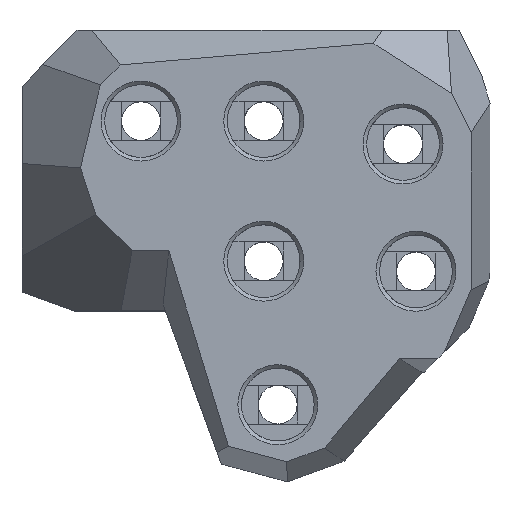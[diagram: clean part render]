
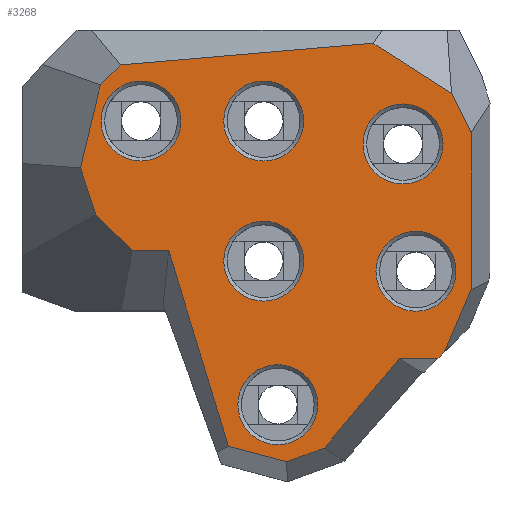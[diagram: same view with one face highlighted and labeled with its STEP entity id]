
A CAD part, top view. The second image highlights one B-rep face of the part: STEP entity #3268.
In plain terms, the highlighted planar face has unit normal (0, 0, 1).
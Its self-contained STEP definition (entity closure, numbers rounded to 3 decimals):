
#19=FACE_BOUND('',#435,.T.);
#20=FACE_BOUND('',#436,.T.);
#21=FACE_BOUND('',#437,.T.);
#22=FACE_BOUND('',#438,.T.);
#23=FACE_BOUND('',#439,.T.);
#24=FACE_BOUND('',#440,.T.);
#163=CIRCLE('',#3507,3.3);
#164=CIRCLE('',#3508,3.3);
#165=CIRCLE('',#3509,3.3);
#166=CIRCLE('',#3510,3.3);
#167=CIRCLE('',#3511,3.3);
#168=CIRCLE('',#3512,3.3);
#256=FACE_OUTER_BOUND('',#434,.T.);
#434=EDGE_LOOP('',(#2347,#2348,#2349,#2350,#2351,#2352,#2353,#2354,#2355,
#2356,#2357,#2358,#2359,#2360,#2361,#2362));
#435=EDGE_LOOP('',(#2363));
#436=EDGE_LOOP('',(#2364));
#437=EDGE_LOOP('',(#2365));
#438=EDGE_LOOP('',(#2366));
#439=EDGE_LOOP('',(#2367));
#440=EDGE_LOOP('',(#2368));
#646=LINE('',#4961,#997);
#661=LINE('',#5210,#1012);
#672=LINE('',#5229,#1023);
#678=LINE('',#5240,#1029);
#679=LINE('',#5243,#1030);
#696=LINE('',#5290,#1047);
#697=LINE('',#5292,#1048);
#698=LINE('',#5294,#1049);
#699=LINE('',#5296,#1050);
#700=LINE('',#5298,#1051);
#701=LINE('',#5299,#1052);
#702=LINE('',#5300,#1053);
#703=LINE('',#5302,#1054);
#704=LINE('',#5304,#1055);
#705=LINE('',#5306,#1056);
#706=LINE('',#5307,#1057);
#997=VECTOR('',#3918,4.058);
#1012=VECTOR('',#3951,4.231);
#1023=VECTOR('',#3966,2.333);
#1029=VECTOR('',#3974,3.028);
#1030=VECTOR('',#3977,20.921);
#1047=VECTOR('',#4016,3.169);
#1048=VECTOR('',#4017,0.767);
#1049=VECTOR('',#4018,5.583);
#1050=VECTOR('',#4019,12.929);
#1051=VECTOR('',#4020,3.629);
#1052=VECTOR('',#4021,7.689);
#1053=VECTOR('',#4022,7.038);
#1054=VECTOR('',#4023,16.854);
#1055=VECTOR('',#4024,4.956);
#1056=VECTOR('',#4025,3.311);
#1057=VECTOR('',#4026,9.66);
#1393=VERTEX_POINT('',#4959);
#1394=VERTEX_POINT('',#4960);
#1410=VERTEX_POINT('',#5209);
#1415=VERTEX_POINT('',#5226);
#1416=VERTEX_POINT('',#5228);
#1420=VERTEX_POINT('',#5238);
#1421=VERTEX_POINT('',#5242);
#1439=VERTEX_POINT('',#5288);
#1440=VERTEX_POINT('',#5289);
#1441=VERTEX_POINT('',#5291);
#1442=VERTEX_POINT('',#5293);
#1443=VERTEX_POINT('',#5295);
#1444=VERTEX_POINT('',#5297);
#1445=VERTEX_POINT('',#5301);
#1446=VERTEX_POINT('',#5303);
#1447=VERTEX_POINT('',#5305);
#1448=VERTEX_POINT('',#5308);
#1449=VERTEX_POINT('',#5310);
#1450=VERTEX_POINT('',#5312);
#1451=VERTEX_POINT('',#5314);
#1452=VERTEX_POINT('',#5316);
#1453=VERTEX_POINT('',#5318);
#1726=EDGE_CURVE('',#1393,#1394,#646,.T.);
#1751=EDGE_CURVE('',#1394,#1410,#661,.T.);
#1762=EDGE_CURVE('',#1416,#1415,#672,.T.);
#1768=EDGE_CURVE('',#1410,#1420,#678,.T.);
#1769=EDGE_CURVE('',#1421,#1416,#679,.T.);
#1793=EDGE_CURVE('',#1439,#1440,#696,.T.);
#1794=EDGE_CURVE('',#1439,#1441,#697,.T.);
#1795=EDGE_CURVE('',#1441,#1442,#698,.T.);
#1796=EDGE_CURVE('',#1442,#1443,#699,.T.);
#1797=EDGE_CURVE('',#1443,#1444,#700,.T.);
#1798=EDGE_CURVE('',#1444,#1421,#701,.T.);
#1799=EDGE_CURVE('',#1415,#1393,#702,.T.);
#1800=EDGE_CURVE('',#1445,#1420,#703,.T.);
#1801=EDGE_CURVE('',#1445,#1446,#704,.T.);
#1802=EDGE_CURVE('',#1446,#1447,#705,.T.);
#1803=EDGE_CURVE('',#1440,#1447,#706,.T.);
#1804=EDGE_CURVE('',#1448,#1448,#163,.T.);
#1805=EDGE_CURVE('',#1449,#1449,#164,.T.);
#1806=EDGE_CURVE('',#1450,#1450,#165,.T.);
#1807=EDGE_CURVE('',#1451,#1451,#166,.T.);
#1808=EDGE_CURVE('',#1452,#1452,#167,.T.);
#1809=EDGE_CURVE('',#1453,#1453,#168,.T.);
#2347=ORIENTED_EDGE('',*,*,#1793,.F.);
#2348=ORIENTED_EDGE('',*,*,#1794,.T.);
#2349=ORIENTED_EDGE('',*,*,#1795,.T.);
#2350=ORIENTED_EDGE('',*,*,#1796,.T.);
#2351=ORIENTED_EDGE('',*,*,#1797,.T.);
#2352=ORIENTED_EDGE('',*,*,#1798,.T.);
#2353=ORIENTED_EDGE('',*,*,#1769,.T.);
#2354=ORIENTED_EDGE('',*,*,#1762,.T.);
#2355=ORIENTED_EDGE('',*,*,#1799,.T.);
#2356=ORIENTED_EDGE('',*,*,#1726,.T.);
#2357=ORIENTED_EDGE('',*,*,#1751,.T.);
#2358=ORIENTED_EDGE('',*,*,#1768,.T.);
#2359=ORIENTED_EDGE('',*,*,#1800,.F.);
#2360=ORIENTED_EDGE('',*,*,#1801,.T.);
#2361=ORIENTED_EDGE('',*,*,#1802,.T.);
#2362=ORIENTED_EDGE('',*,*,#1803,.F.);
#2363=ORIENTED_EDGE('',*,*,#1804,.T.);
#2364=ORIENTED_EDGE('',*,*,#1805,.T.);
#2365=ORIENTED_EDGE('',*,*,#1806,.T.);
#2366=ORIENTED_EDGE('',*,*,#1807,.T.);
#2367=ORIENTED_EDGE('',*,*,#1808,.T.);
#2368=ORIENTED_EDGE('',*,*,#1809,.T.);
#3119=PLANE('',#3506);
#3268=ADVANCED_FACE('',(#256,#19,#20,#21,#22,#23,#24),#3119,.T.);
#3506=AXIS2_PLACEMENT_3D('',#5287,#4014,#4015);
#3507=AXIS2_PLACEMENT_3D('',#5309,#4027,#4028);
#3508=AXIS2_PLACEMENT_3D('',#5311,#4029,#4030);
#3509=AXIS2_PLACEMENT_3D('',#5313,#4031,#4032);
#3510=AXIS2_PLACEMENT_3D('',#5315,#4033,#4034);
#3511=AXIS2_PLACEMENT_3D('',#5317,#4035,#4036);
#3512=AXIS2_PLACEMENT_3D('',#5319,#4037,#4038);
#3918=DIRECTION('',(0.311,-0.951,0.));
#3951=DIRECTION('',(0.707,-0.707,0.));
#3966=DIRECTION('',(-0.707,-0.707,0.));
#3974=DIRECTION('',(1.,0.,0.));
#3977=DIRECTION('',(-0.996,-0.086,0.));
#4014=DIRECTION('center_axis',(0.,0.,1.));
#4015=DIRECTION('ref_axis',(1.,0.,0.));
#4016=DIRECTION('',(-1.,0.,0.));
#4017=DIRECTION('',(0.707,0.707,0.));
#4018=DIRECTION('',(0.392,0.92,0.));
#4019=DIRECTION('',(0.,1.,0.));
#4020=DIRECTION('',(-0.444,0.896,0.));
#4021=DIRECTION('',(-0.843,0.538,0.));
#4022=DIRECTION('',(-0.232,-0.973,0.));
#4023=DIRECTION('',(-0.293,0.956,0.));
#4024=DIRECTION('',(0.966,-0.258,0.));
#4025=DIRECTION('',(0.94,0.341,0.));
#4026=DIRECTION('',(-0.643,-0.766,0.));
#4027=DIRECTION('center_axis',(0.,0.,-1.));
#4028=DIRECTION('ref_axis',(1.,0.,0.));
#4029=DIRECTION('center_axis',(0.,0.,-1.));
#4030=DIRECTION('ref_axis',(1.,0.,0.));
#4031=DIRECTION('center_axis',(0.,0.,-1.));
#4032=DIRECTION('ref_axis',(1.,0.,0.));
#4033=DIRECTION('center_axis',(0.,0.,-1.));
#4034=DIRECTION('ref_axis',(1.,0.,0.));
#4035=DIRECTION('center_axis',(0.,0.,-1.));
#4036=DIRECTION('ref_axis',(1.,0.,0.));
#4037=DIRECTION('center_axis',(0.,0.,-1.));
#4038=DIRECTION('ref_axis',(1.,0.,0.));
#4959=CARTESIAN_POINT('',(79.826,-12.411,101.77));
#4960=CARTESIAN_POINT('',(81.087,-16.269,101.77));
#4961=CARTESIAN_POINT('',(79.826,-12.411,101.77));
#5209=CARTESIAN_POINT('',(84.079,-19.26,101.77));
#5210=CARTESIAN_POINT('',(81.087,-16.269,101.77));
#5226=CARTESIAN_POINT('',(81.46,-5.565,101.77));
#5228=CARTESIAN_POINT('',(83.11,-3.916,101.77));
#5229=CARTESIAN_POINT('',(83.11,-3.916,101.77));
#5238=CARTESIAN_POINT('',(87.106,-19.26,101.77));
#5240=CARTESIAN_POINT('',(84.079,-19.26,101.77));
#5242=CARTESIAN_POINT('',(103.954,-2.126,101.77));
#5243=CARTESIAN_POINT('',(103.954,-2.126,101.77));
#5287=CARTESIAN_POINT('Origin',(96.557,-16.319,101.77));
#5288=CARTESIAN_POINT('',(109.316,-28.126,101.77));
#5289=CARTESIAN_POINT('',(106.147,-28.126,101.77));
#5290=CARTESIAN_POINT('',(109.316,-28.126,101.77));
#5291=CARTESIAN_POINT('',(109.859,-27.583,101.77));
#5292=CARTESIAN_POINT('',(109.316,-28.126,101.77));
#5293=CARTESIAN_POINT('',(112.045,-22.446,101.77));
#5294=CARTESIAN_POINT('',(109.859,-27.583,101.77));
#5295=CARTESIAN_POINT('',(112.046,-9.517,101.77));
#5296=CARTESIAN_POINT('',(112.045,-22.446,101.77));
#5297=CARTESIAN_POINT('',(110.433,-6.266,101.77));
#5298=CARTESIAN_POINT('',(112.046,-9.517,101.77));
#5299=CARTESIAN_POINT('',(110.433,-6.266,101.77));
#5300=CARTESIAN_POINT('',(81.46,-5.565,101.77));
#5301=CARTESIAN_POINT('',(92.04,-35.376,101.77));
#5302=CARTESIAN_POINT('',(92.04,-35.376,101.77));
#5303=CARTESIAN_POINT('',(96.827,-36.657,101.77));
#5304=CARTESIAN_POINT('',(92.04,-35.376,101.77));
#5305=CARTESIAN_POINT('',(99.94,-35.528,101.77));
#5306=CARTESIAN_POINT('',(96.827,-36.657,101.77));
#5307=CARTESIAN_POINT('',(106.147,-28.126,101.77));
#5308=CARTESIAN_POINT('',(91.638,-20.104,101.77));
#5309=CARTESIAN_POINT('Origin',(94.938,-20.104,101.77));
#5310=CARTESIAN_POINT('',(103.132,-10.438,101.77));
#5311=CARTESIAN_POINT('Origin',(106.432,-10.438,101.77));
#5312=CARTESIAN_POINT('',(81.513,-8.545,101.77));
#5313=CARTESIAN_POINT('Origin',(84.813,-8.545,101.77));
#5314=CARTESIAN_POINT('',(91.638,-8.545,101.77));
#5315=CARTESIAN_POINT('Origin',(94.938,-8.545,101.77));
#5316=CARTESIAN_POINT('',(104.201,-20.943,101.77));
#5317=CARTESIAN_POINT('Origin',(107.501,-20.943,101.77));
#5318=CARTESIAN_POINT('',(92.8,-31.943,101.77));
#5319=CARTESIAN_POINT('Origin',(96.1,-31.943,101.77));
